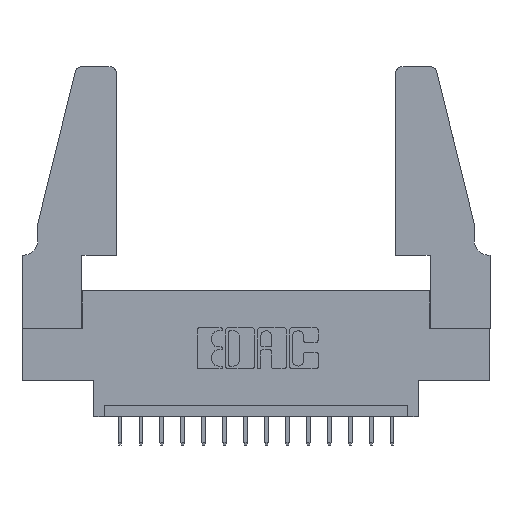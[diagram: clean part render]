
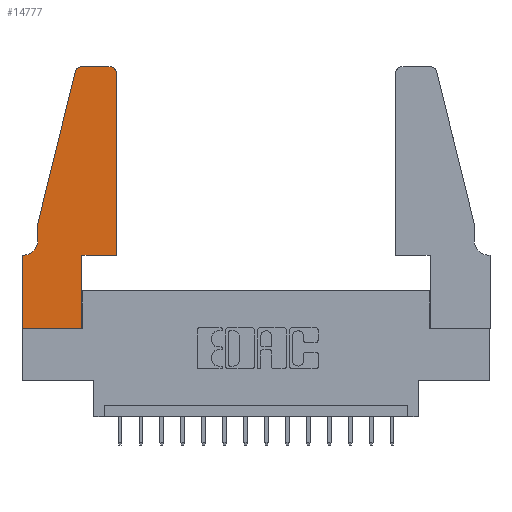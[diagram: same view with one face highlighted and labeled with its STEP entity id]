
A CAD part, top view. The second image highlights one B-rep face of the part: STEP entity #14777.
In plain terms, the highlighted planar face has unit normal (0, 0, 1).
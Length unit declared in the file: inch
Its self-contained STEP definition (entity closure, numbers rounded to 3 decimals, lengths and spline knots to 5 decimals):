
#223 = CIRCLE ( 'NONE', #14243, 0.07 ) ;
#334 = DIRECTION ( 'NONE',  ( 0., -1., 0. ) ) ;
#449 = DIRECTION ( 'NONE',  ( 0., 1., 0. ) ) ;
#969 = VERTEX_POINT ( 'NONE', #6537 ) ;
#1035 = CARTESIAN_POINT ( 'NONE',  ( 0., 0.35, 0.37 ) ) ;
#1186 = CARTESIAN_POINT ( 'NONE',  ( 0.4505, 0.35, 0.37 ) ) ;
#1327 = EDGE_CURVE ( 'NONE', #13494, #13366, #5062, .T. ) ;
#1356 = ORIENTED_EDGE ( 'NONE', *, *, #6733, .T. ) ;
#1387 = VERTEX_POINT ( 'NONE', #14515 ) ;
#1781 = CARTESIAN_POINT ( 'NONE',  ( 0.0755, 0.35, 0.37 ) ) ;
#2721 = VERTEX_POINT ( 'NONE', #12638 ) ;
#2756 = EDGE_CURVE ( 'NONE', #969, #6059, #16508, .T. ) ;
#2926 = EDGE_CURVE ( 'NONE', #13366, #15874, #5711, .T. ) ;
#2963 = DIRECTION ( 'NONE',  ( -1., 0., 0. ) ) ;
#3022 = VECTOR ( 'NONE', #11053, 39.37008 ) ;
#3222 = VECTOR ( 'NONE', #334, 39.37008 ) ;
#3343 = ORIENTED_EDGE ( 'NONE', *, *, #1327, .T. ) ;
#3573 = ORIENTED_EDGE ( 'NONE', *, *, #11249, .T. ) ;
#3690 = VERTEX_POINT ( 'NONE', #12296 ) ;
#3737 = EDGE_CURVE ( 'NONE', #7589, #1387, #12752, .T. ) ;
#3793 = EDGE_CURVE ( 'NONE', #6059, #6675, #13127, .T. ) ;
#3942 = CARTESIAN_POINT ( 'NONE',  ( 0.4505, 0.35, 0.37 ) ) ;
#4006 = DIRECTION ( 'NONE',  ( 0., 0., -1. ) ) ;
#4021 = DIRECTION ( 'NONE',  ( 0., 1., 0. ) ) ;
#4251 = VERTEX_POINT ( 'NONE', #14470 ) ;
#4284 = EDGE_CURVE ( 'NONE', #1387, #7246, #5166, .T. ) ;
#4287 = ORIENTED_EDGE ( 'NONE', *, *, #3793, .T. ) ;
#4478 = CARTESIAN_POINT ( 'NONE',  ( 0.284, 1.22, 0.37 ) ) ;
#4505 = CARTESIAN_POINT ( 'NONE',  ( 0.2865, 0.35, 0.37 ) ) ;
#4663 = CARTESIAN_POINT ( 'NONE',  ( 0.0755, 0.5, 0.37 ) ) ;
#4808 = DIRECTION ( 'NONE',  ( 0., 0., 1. ) ) ;
#5062 = LINE ( 'NONE', #13181, #3222 ) ;
#5166 = LINE ( 'NONE', #3942, #7190 ) ;
#5411 = LINE ( 'NONE', #12035, #12919 ) ;
#5415 = VECTOR ( 'NONE', #2963, 39.37008 ) ;
#5711 = LINE ( 'NONE', #10900, #12813 ) ;
#6058 = ORIENTED_EDGE ( 'NONE', *, *, #4284, .T. ) ;
#6059 = VERTEX_POINT ( 'NONE', #14909 ) ;
#6080 = EDGE_CURVE ( 'NONE', #6675, #4251, #8759, .T. ) ;
#6181 = CARTESIAN_POINT ( 'NONE',  ( 0.0755, 0.5, 0.37 ) ) ;
#6237 = FACE_OUTER_BOUND ( 'NONE', #16263, .T. ) ;
#6484 = EDGE_CURVE ( 'NONE', #4251, #2721, #7127, .T. ) ;
#6537 = CARTESIAN_POINT ( 'NONE',  ( 0.4205, 1.25, 0.37 ) ) ;
#6583 = CARTESIAN_POINT ( 'NONE',  ( 0.4505, 1.22, 0.37 ) ) ;
#6675 = VERTEX_POINT ( 'NONE', #12958 ) ;
#6733 = EDGE_CURVE ( 'NONE', #2721, #3690, #223, .T. ) ;
#6734 = ORIENTED_EDGE ( 'NONE', *, *, #11265, .T. ) ;
#6818 = EDGE_CURVE ( 'NONE', #15874, #7589, #5411, .T. ) ;
#7034 = CARTESIAN_POINT ( 'NONE',  ( 0., 0., 0.37 ) ) ;
#7101 = DIRECTION ( 'NONE',  ( 0., 0., 1. ) ) ;
#7102 = AXIS2_PLACEMENT_3D ( 'NONE', #1035, #4808, #9994 ) ;
#7127 = LINE ( 'NONE', #4663, #11183 ) ;
#7190 = VECTOR ( 'NONE', #4021, 39.37008 ) ;
#7246 = VERTEX_POINT ( 'NONE', #6583 ) ;
#7315 = DIRECTION ( 'NONE',  ( -1., 0., 0. ) ) ;
#7589 = VERTEX_POINT ( 'NONE', #4505 ) ;
#8101 = DIRECTION ( 'NONE',  ( 1., 0., 0. ) ) ;
#8434 = CARTESIAN_POINT ( 'NONE',  ( 0.2865, 0., 0.37 ) ) ;
#8525 = CARTESIAN_POINT ( 'NONE',  ( 0.2605, 1.25, 0.37 ) ) ;
#8759 = LINE ( 'NONE', #6181, #3022 ) ;
#9362 = VECTOR ( 'NONE', #9643, 39.37008 ) ;
#9643 = DIRECTION ( 'NONE',  ( 1., 0., 0. ) ) ;
#9994 = DIRECTION ( 'NONE',  ( 1., 0., 0. ) ) ;
#10000 = ORIENTED_EDGE ( 'NONE', *, *, #2926, .T. ) ;
#10858 = AXIS2_PLACEMENT_3D ( 'NONE', #12075, #14342, #8101 ) ;
#10900 = CARTESIAN_POINT ( 'NONE',  ( 0., 0., 0.37 ) ) ;
#11053 = DIRECTION ( 'NONE',  ( -0.239, -0.971, 0. ) ) ;
#11183 = VECTOR ( 'NONE', #16318, 39.37008 ) ;
#11249 = EDGE_CURVE ( 'NONE', #3690, #13494, #14420, .T. ) ;
#11265 = EDGE_CURVE ( 'NONE', #7246, #969, #14606, .T. ) ;
#11266 = CARTESIAN_POINT ( 'NONE',  ( 0., 0.35, 0.37 ) ) ;
#11354 = CARTESIAN_POINT ( 'NONE',  ( 0.0055, 0.42, 0.37 ) ) ;
#12035 = CARTESIAN_POINT ( 'NONE',  ( 0.2865, 0.35, 0.37 ) ) ;
#12075 = CARTESIAN_POINT ( 'NONE',  ( 0.4205, 1.22, 0.37 ) ) ;
#12077 = DIRECTION ( 'NONE',  ( 1., 0., 0. ) ) ;
#12246 = ORIENTED_EDGE ( 'NONE', *, *, #6484, .T. ) ;
#12296 = CARTESIAN_POINT ( 'NONE',  ( 0.0055, 0.35, 0.37 ) ) ;
#12418 = ORIENTED_EDGE ( 'NONE', *, *, #3737, .T. ) ;
#12638 = CARTESIAN_POINT ( 'NONE',  ( 0.0755, 0.42, 0.37 ) ) ;
#12692 = DIRECTION ( 'NONE',  ( -1., 0., 0. ) ) ;
#12752 = LINE ( 'NONE', #1186, #9362 ) ;
#12813 = VECTOR ( 'NONE', #12077, 39.37008 ) ;
#12854 = AXIS2_PLACEMENT_3D ( 'NONE', #4478, #7101, #14784 ) ;
#12919 = VECTOR ( 'NONE', #449, 39.37008 ) ;
#12958 = CARTESIAN_POINT ( 'NONE',  ( 0.25487, 1.22718, 0.37 ) ) ;
#13035 = ORIENTED_EDGE ( 'NONE', *, *, #6080, .T. ) ;
#13127 = CIRCLE ( 'NONE', #12854, 0.03 ) ;
#13181 = CARTESIAN_POINT ( 'NONE',  ( 0., 0., 0.37 ) ) ;
#13366 = VERTEX_POINT ( 'NONE', #7034 ) ;
#13494 = VERTEX_POINT ( 'NONE', #11266 ) ;
#13790 = PLANE ( 'NONE',  #7102 ) ;
#14016 = ORIENTED_EDGE ( 'NONE', *, *, #6818, .T. ) ;
#14243 = AXIS2_PLACEMENT_3D ( 'NONE', #11354, #4006, #12692 ) ;
#14342 = DIRECTION ( 'NONE',  ( 0., 0., 1. ) ) ;
#14420 = LINE ( 'NONE', #1781, #5415 ) ;
#14470 = CARTESIAN_POINT ( 'NONE',  ( 0.0755, 0.5, 0.37 ) ) ;
#14515 = CARTESIAN_POINT ( 'NONE',  ( 0.4505, 0.35, 0.37 ) ) ;
#14606 = CIRCLE ( 'NONE', #10858, 0.03 ) ;
#14777 = ADVANCED_FACE ( 'NONE', ( #6237 ), #13790, .T. ) ;
#14784 = DIRECTION ( 'NONE',  ( 1., 0., 0. ) ) ;
#14909 = CARTESIAN_POINT ( 'NONE',  ( 0.284, 1.25, 0.37 ) ) ;
#15312 = ORIENTED_EDGE ( 'NONE', *, *, #2756, .T. ) ;
#15874 = VERTEX_POINT ( 'NONE', #8434 ) ;
#16263 = EDGE_LOOP ( 'NONE', ( #15312, #4287, #13035, #12246, #1356, #3573, #3343, #10000, #14016, #12418, #6058, #6734 ) ) ;
#16294 = VECTOR ( 'NONE', #7315, 39.37008 ) ;
#16318 = DIRECTION ( 'NONE',  ( 0., -1., 0. ) ) ;
#16508 = LINE ( 'NONE', #8525, #16294 ) ;
